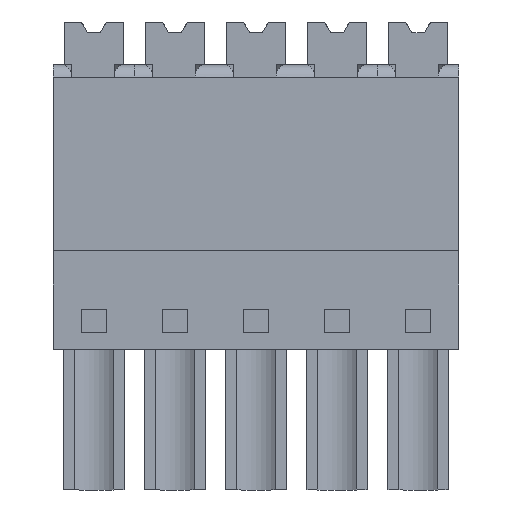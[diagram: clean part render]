
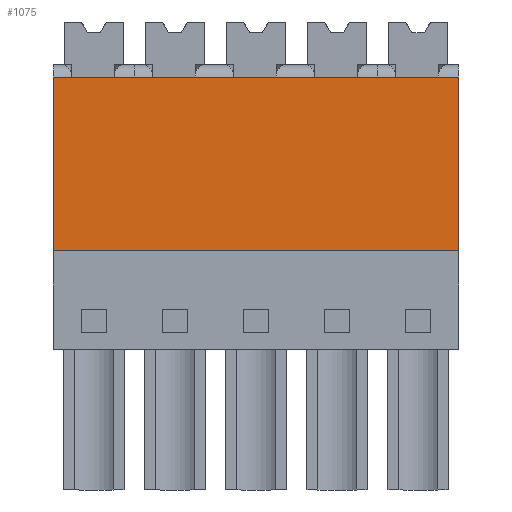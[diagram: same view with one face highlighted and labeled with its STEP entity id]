
A CAD part, front view. The second image highlights one B-rep face of the part: STEP entity #1075.
In plain terms, the highlighted planar face has unit normal (0, -1, 0).
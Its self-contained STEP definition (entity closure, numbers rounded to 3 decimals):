
#1055=AXIS2_PLACEMENT_3D('Plane Axis2P3D',#1052,#1053,#1054) ;
#91=CARTESIAN_POINT('Vertex',(0.,0.,11.25)) ;
#94=CARTESIAN_POINT('Line Origine',(0.,0.,15.325)) ;
#98=CARTESIAN_POINT('Vertex',(0.,0.,19.4)) ;
#1036=CARTESIAN_POINT('Vertex',(19.05,0.,11.25)) ;
#1039=CARTESIAN_POINT('Line Origine',(9.525,0.,11.25)) ;
#1052=CARTESIAN_POINT('Axis2P3D Location',(3.81,0.,11.25)) ;
#1057=CARTESIAN_POINT('Line Origine',(19.05,0.,15.325)) ;
#1061=CARTESIAN_POINT('Vertex',(19.05,0.,19.4)) ;
#1064=CARTESIAN_POINT('Line Origine',(9.525,0.,19.4)) ;
#95=DIRECTION('Vector Direction',(0.,0.,1.)) ;
#1040=DIRECTION('Vector Direction',(1.,0.,0.)) ;
#1053=DIRECTION('Axis2P3D Direction',(0.,1.,0.)) ;
#1054=DIRECTION('Axis2P3D XDirection',(0.,0.,1.)) ;
#1058=DIRECTION('Vector Direction',(0.,0.,1.)) ;
#1065=DIRECTION('Vector Direction',(1.,0.,0.)) ;
#96=VECTOR('Line Direction',#95,1.) ;
#1041=VECTOR('Line Direction',#1040,1.) ;
#1059=VECTOR('Line Direction',#1058,1.) ;
#1066=VECTOR('Line Direction',#1065,1.) ;
#1070=ORIENTED_EDGE('',*,*,#100,.F.) ;
#1071=ORIENTED_EDGE('',*,*,#1043,.T.) ;
#1072=ORIENTED_EDGE('',*,*,#1063,.T.) ;
#1073=ORIENTED_EDGE('',*,*,#1068,.F.) ;
#1075=ADVANCED_FACE('HOUSING',(#1074),#1056,.F.) ;
#100=EDGE_CURVE('',#92,#99,#97,.T.) ;
#1043=EDGE_CURVE('',#92,#1037,#1042,.T.) ;
#1063=EDGE_CURVE('',#1037,#1062,#1060,.T.) ;
#1068=EDGE_CURVE('',#99,#1062,#1067,.T.) ;
#1069=EDGE_LOOP('',(#1070,#1071,#1072,#1073)) ;
#1074=FACE_OUTER_BOUND('',#1069,.T.) ;
#97=LINE('Line',#94,#96) ;
#1042=LINE('Line',#1039,#1041) ;
#1060=LINE('Line',#1057,#1059) ;
#1067=LINE('Line',#1064,#1066) ;
#1056=PLANE('',#1055) ;
#92=VERTEX_POINT('',#91) ;
#99=VERTEX_POINT('',#98) ;
#1037=VERTEX_POINT('',#1036) ;
#1062=VERTEX_POINT('',#1061) ;
